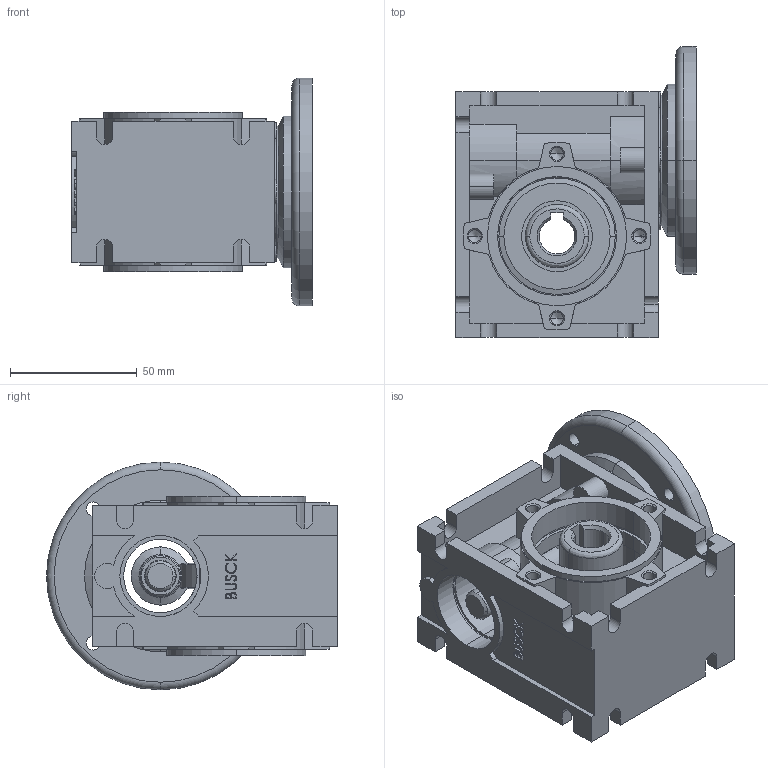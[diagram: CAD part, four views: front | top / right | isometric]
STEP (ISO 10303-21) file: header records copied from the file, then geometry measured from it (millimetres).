
FILE_DESCRIPTION (( 'STEP AP203' ), '1' );
FILE_NAME ('SB030 63B14.STEP', '2009-01-31T10:11:46', ( ' ' ), ( '' ), 'SwSTEP 2.0', 'SolidWorks 2008', '' );
FILE_SCHEMA (( 'CONFIG_CONTROL_DESIGN' ));
Length unit declared in the file: millimetre
Products named in the file (5): SB030input flange; SB030 63B14; SB30casing; SB030-50worm wheel; SB030-50worm shaft
Assembly tree (4 placements, depth 2):
  SB030 63B14
    SB030-50worm shaft
    SB30casing
    SB030input flange
    SB030-50worm wheel
Bounding box: 95 x 115 x 90 mm (x, y, z)
Volume: 278159.7 mm3; surface area: 101889 mm2
Topology: 4 solids, 4 shells, 553 faces, 1460 edges, 929 vertices
Faces by surface type: cylinder 216, plane 186, cone 93, bspline 56, torus 2
Entity records: 20148 total; most frequent: CARTESIAN_POINT 5958, DIRECTION 2881, ORIENTED_EDGE 2868, EDGE_CURVE 1434, AXIS2_PLACEMENT_3D 1064, VERTEX_POINT 929, LINE 753, VECTOR 753
